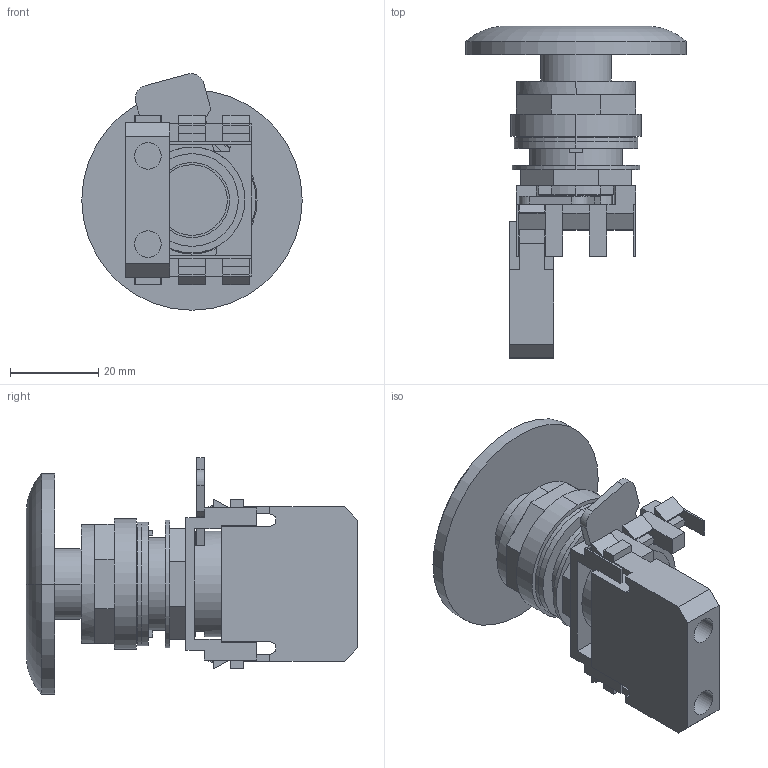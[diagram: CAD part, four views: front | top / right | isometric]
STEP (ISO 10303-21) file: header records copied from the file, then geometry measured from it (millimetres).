
FILE_DESCRIPTION (( 'STEP AP214' ), '1' );
FILE_NAME ('E22JLB2N8B.step', '2018-07-05T19:24:17', ( '' ), ( '' ), 'SwSTEP 2.0', 'SolidWorks 2017', '' );
FILE_SCHEMA (( 'AUTOMOTIVE_DESIGN' ));
Length unit declared in the file: millimetre
Products named in the file (1): E22JLB2N8B
Bounding box: 50 x 75.25 x 53.63 mm (x, y, z)
Volume: 36073.4 mm3; surface area: 21857.2 mm2
Topology: 8 solids, 8 shells, 418 faces, 1140 edges, 742 vertices
Faces by surface type: plane 320, bspline 52, cylinder 44, torus 2
Entity records: 16251 total; most frequent: CARTESIAN_POINT 5793, ORIENTED_EDGE 2280, DIRECTION 1884, EDGE_CURVE 1140, LINE 922, VECTOR 922, VERTEX_POINT 742, AXIS2_PLACEMENT_3D 481
